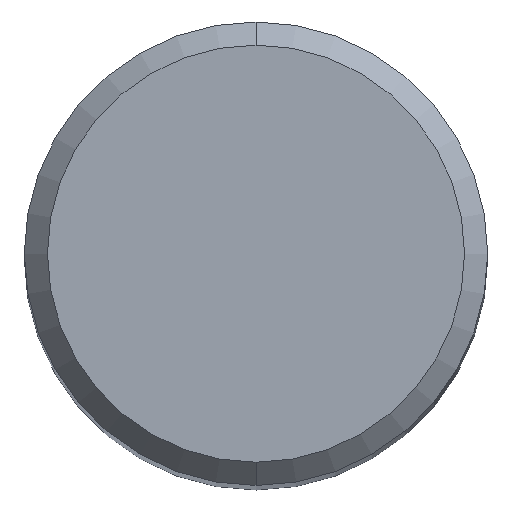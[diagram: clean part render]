
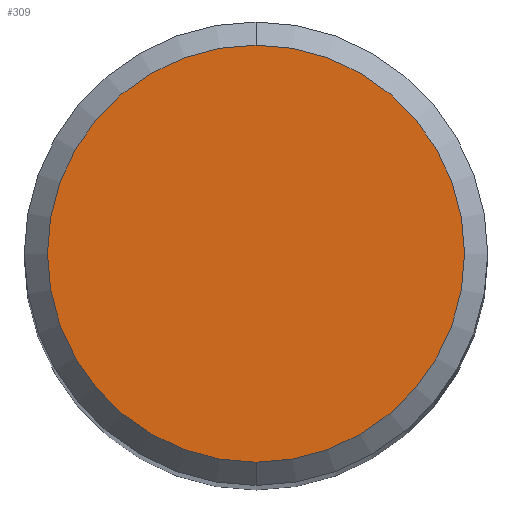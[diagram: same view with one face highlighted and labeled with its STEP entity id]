
A CAD part, top view. The second image highlights one B-rep face of the part: STEP entity #309.
In plain terms, the highlighted planar face has unit normal (0, 0, 1).
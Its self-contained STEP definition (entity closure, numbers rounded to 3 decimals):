
#199=VERTEX_POINT('',#507);
#309=ADVANCED_FACE('',(#628),#629,.T.);
#351=EDGE_CURVE('',#461,#199,#677,.T.);
#449=EDGE_CURVE('',#199,#461,#785,.T.);
#461=VERTEX_POINT('',#798);
#507=CARTESIAN_POINT('',(0.0,3.6,0.0));
#628=FACE_OUTER_BOUND('',#1044,.T.);
#629=PLANE('',#1045);
#677=CIRCLE('',#1135,3.6);
#785=CIRCLE('',#1436,3.6);
#798=CARTESIAN_POINT('',(0.,-3.6,0.0));
#1044=EDGE_LOOP('',(#1613,#1614));
#1045=AXIS2_PLACEMENT_3D('',#1615,#1616,#1617);
#1135=AXIS2_PLACEMENT_3D('',#1680,#1681,#1682);
#1436=AXIS2_PLACEMENT_3D('',#1804,#1805,#1806);
#1613=ORIENTED_EDGE('',*,*,#449,.F.);
#1614=ORIENTED_EDGE('',*,*,#351,.F.);
#1615=CARTESIAN_POINT('',(0.0,1.8,0.0));
#1616=DIRECTION('',(-0.0,0.0,1.0));
#1617=DIRECTION('',(0.0,-1.0,0.0));
#1680=CARTESIAN_POINT('',(0.0,0.0,0.0));
#1681=DIRECTION('',(0.0,0.0,-1.0));
#1682=DIRECTION('',(0.0,1.0,0.0));
#1804=CARTESIAN_POINT('',(0.0,0.0,0.0));
#1805=DIRECTION('',(0.0,0.0,-1.0));
#1806=DIRECTION('',(0.0,1.0,0.0));
